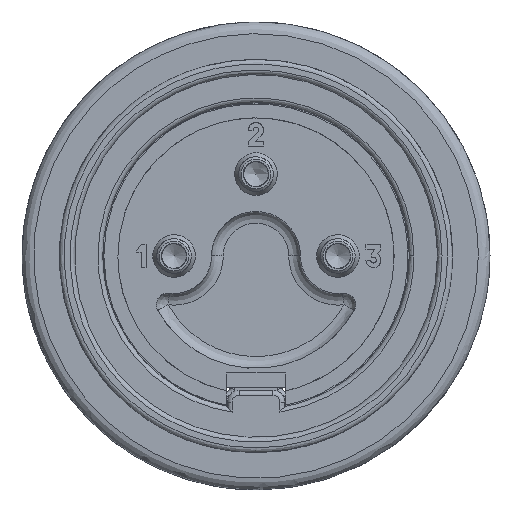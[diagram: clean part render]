
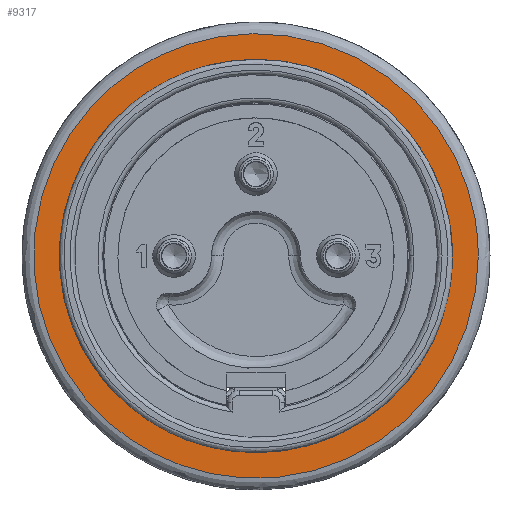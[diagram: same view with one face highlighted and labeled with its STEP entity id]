
A CAD part, left-side view. The second image highlights one B-rep face of the part: STEP entity #9317.
In plain terms, the highlighted free-form (B-spline) face has degree [1, 1] with [2, 2] control points.
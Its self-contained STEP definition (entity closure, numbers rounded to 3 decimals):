
#9252=CARTESIAN_POINT('V183',(1.784,-19.854,
   -9.899));
#9253=VERTEX_POINT('V183',#9252);
#9267=CARTESIAN_POINT('E274',(1.784,-19.854,
   -9.899));
#9268=CARTESIAN_POINT('E274',(1.784,-19.854,
   -26.354));
#9269=CARTESIAN_POINT('E274',(1.784,-5.604,
   -18.127));
#9270=CARTESIAN_POINT('E274',(1.784,8.646,
   -9.899));
#9271=CARTESIAN_POINT('E274',(1.784,-5.604,
   -1.672));
#9272=CARTESIAN_POINT('E274',(1.784,-19.854,
   6.555));
#9273=CARTESIAN_POINT('E274',(1.784,-19.854,
   -9.899));
#9281=(BOUNDED_CURVE()B_SPLINE_CURVE(2,(#9267,#9268,#9269,#9270,
   #9271,#9272,#9273),.CIRCULAR_ARC.,.T.,.U.)
   B_SPLINE_CURVE_WITH_KNOTS((3,2,2,3),(0.0,41.203,
   82.406,123.609),.UNSPECIFIED.)CURVE()
   GEOMETRIC_REPRESENTATION_ITEM()RATIONAL_B_SPLINE_CURVE((1.0,
   0.5,1.0,0.5,1.0,0.5,1.0)
   )REPRESENTATION_ITEM('E274'));
#9282=EDGE_CURVE('E274',#9253,#9253,#9281,.T.);
#9288=CARTESIAN_POINT('F97',(1.784,-21.354,
   -20.899));
#9289=CARTESIAN_POINT('F97',(1.784,-21.354,
   1.101));
#9290=CARTESIAN_POINT('F97',(1.784,0.646,
   -20.899));
#9291=CARTESIAN_POINT('F97',(1.784,0.646,
   1.101));
#9292=QUASI_UNIFORM_SURFACE('F97',1,1,((#9288,#9290),(#9289,#9291))
,.PLANE_SURF.,.F.,.F.,.U.);
#9293=ORIENTED_EDGE('E274',*,*,#9282,.F.);
#9294=EDGE_LOOP('F97',(#9293));
#9295=FACE_OUTER_BOUND('F97',#9294,.T.);
#9296=CARTESIAN_POINT('V182',(1.784,-18.754,
   -9.899));
#9297=VERTEX_POINT('V182',#9296);
#9298=CARTESIAN_POINT('E273',(1.784,-18.754,
   -9.899));
#9299=CARTESIAN_POINT('E273',(1.784,-18.754,
   -24.449));
#9300=CARTESIAN_POINT('E273',(1.784,-6.154,
   -17.174));
#9301=CARTESIAN_POINT('E273',(1.784,6.446,
   -9.899));
#9302=CARTESIAN_POINT('E273',(1.784,-6.154,
   -2.625));
#9303=CARTESIAN_POINT('E273',(1.784,-18.754,
   4.65));
#9304=CARTESIAN_POINT('E273',(1.784,-18.754,
   -9.899));
#9312=(BOUNDED_CURVE()B_SPLINE_CURVE(2,(#9298,#9299,#9300,#9301,
   #9302,#9303,#9304),.CIRCULAR_ARC.,.T.,.U.)
   B_SPLINE_CURVE_WITH_KNOTS((3,2,2,3),(0.0,0.333,
   0.667,1.0),.UNSPECIFIED.)CURVE()
   GEOMETRIC_REPRESENTATION_ITEM()RATIONAL_B_SPLINE_CURVE((1.0,
   0.5,1.0,0.5,1.0,0.5,1.0)
   )REPRESENTATION_ITEM('E273'));
#9313=EDGE_CURVE('E273',#9297,#9297,#9312,.T.);
#9314=ORIENTED_EDGE('E273',*,*,#9313,.T.);
#9315=EDGE_LOOP('F97',(#9314));
#9316=FACE_BOUND('F97',#9315,.T.);
#9317=ADVANCED_FACE('F97',(#9295,#9316),#9292,.T.);
